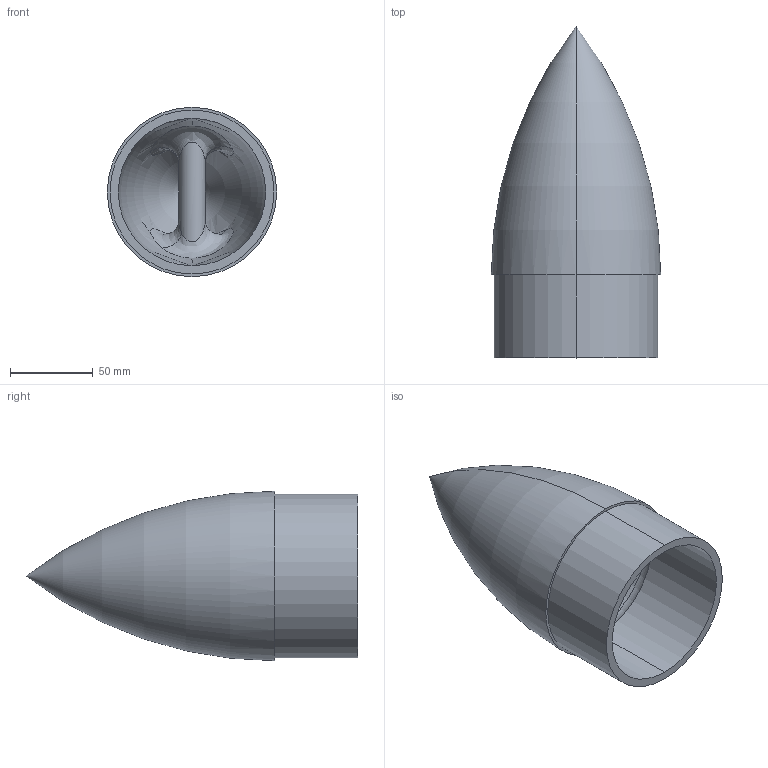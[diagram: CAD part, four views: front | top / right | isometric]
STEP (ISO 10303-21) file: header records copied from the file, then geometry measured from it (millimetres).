
FILE_DESCRIPTION (( 'STEP AP214' ), '1' );
FILE_NAME ('NSCNV2.STEP', '2025-09-30T15:39:52', ( '' ), ( '' ), 'SwSTEP 2.0', 'SolidWorks 2025', '' );
FILE_SCHEMA (( 'AUTOMOTIVE_DESIGN' ));
Length unit declared in the file: centimetre
Products named in the file (1): NSCNV2
Bounding box: 102.11 x 200 x 102.11 mm (x, y, z)
Volume: 256192.9 mm3; surface area: 97059.4 mm2
Topology: 1 solids, 1 shells, 18 faces, 50 edges, 30 vertices
Faces by surface type: cylinder 6, torus 6, bspline 4, plane 2
Entity records: 1888 total; most frequent: CARTESIAN_POINT 1446, ORIENTED_EDGE 92, DIRECTION 84, EDGE_CURVE 46, AXIS2_PLACEMENT_3D 39, VERTEX_POINT 30, CIRCLE 24, EDGE_LOOP 20
